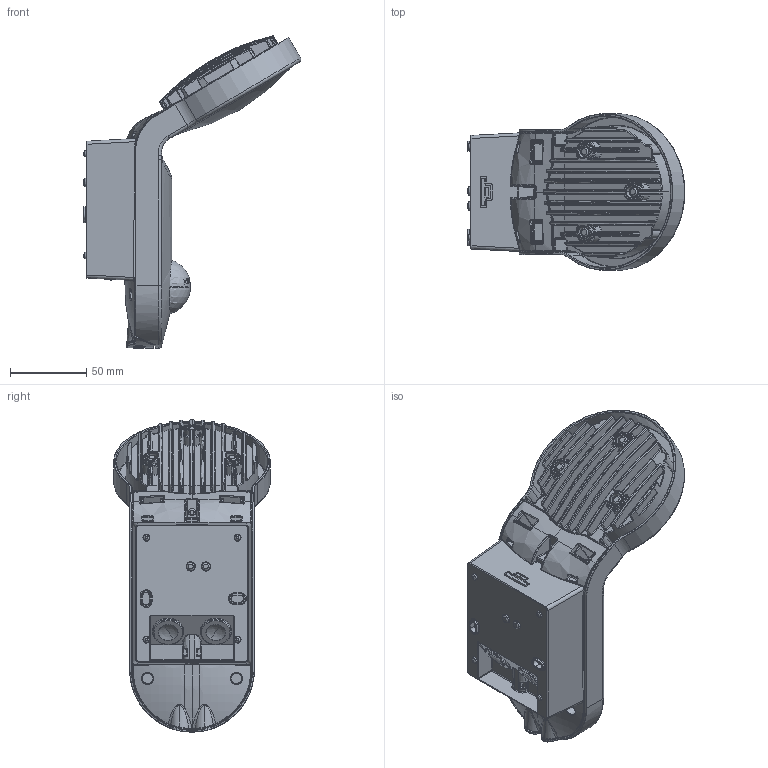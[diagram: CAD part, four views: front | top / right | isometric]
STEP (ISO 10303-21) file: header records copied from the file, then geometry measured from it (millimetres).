
FILE_DESCRIPTION((''),'2;1');
FILE_NAME('');
FILE_SCHEMA(('CONFIG_CONTROL_DESIGN'));
Products named in the file (1): EL10750007
Bounding box: 142.89 x 102.8 x 205.04 mm (x, y, z)
Volume: 661243.1 mm3; surface area: 110754.5 mm2
Topology: 11 solids, 11 shells, 1956 faces, 4610 edges, 2548 vertices
Faces by surface type: bspline 1011, cylinder 355, plane 245, sphere 160, torus 143, revolution 16, extrusion 14, cone 12
Entity records: 123335 total; most frequent: CARTESIAN_POINT 89612, ORIENTED_EDGE 8892, EDGE_CURVE 4446, DIRECTION 3158, B_SPLINE_CURVE_WITH_KNOTS 2846, VERTEX_POINT 2548, EDGE_LOOP 1992, ADVANCED_FACE 1956
